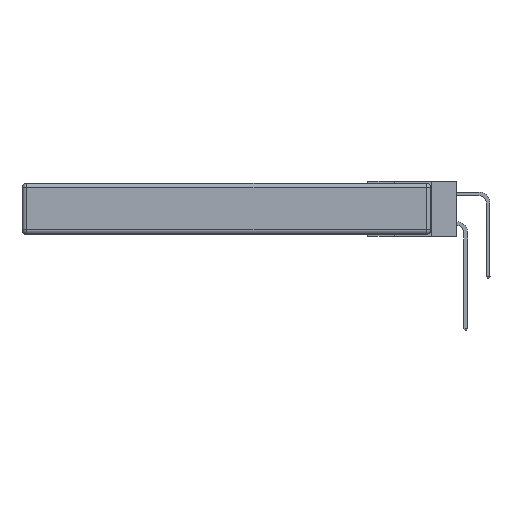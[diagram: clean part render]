
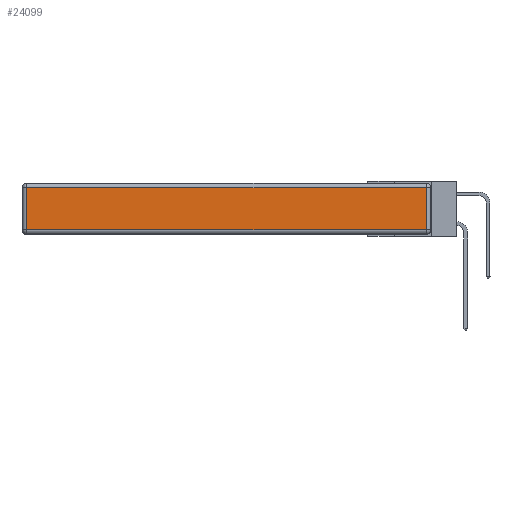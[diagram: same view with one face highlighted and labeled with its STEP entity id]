
A CAD part, left-side view. The second image highlights one B-rep face of the part: STEP entity #24099.
In plain terms, the highlighted planar face has unit normal (-1, 0, 0).
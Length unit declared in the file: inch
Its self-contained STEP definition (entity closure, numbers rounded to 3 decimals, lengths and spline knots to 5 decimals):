
#634 = CARTESIAN_POINT ( 'NONE',  ( 0., 0.03, -0.03 ) ) ;
#1208 = ORIENTED_EDGE ( 'NONE', *, *, #25535, .T. ) ;
#3303 = CARTESIAN_POINT ( 'NONE',  ( 0., 2.72, -0.03 ) ) ;
#6724 = VERTEX_POINT ( 'NONE', #3303 ) ;
#7173 = VECTOR ( 'NONE', #17110, 39.37008 ) ;
#7239 = DIRECTION ( 'NONE',  ( -1., 0., 0. ) ) ;
#7610 = CARTESIAN_POINT ( 'NONE',  ( 0., 0., -0.313 ) ) ;
#7862 = DIRECTION ( 'NONE',  ( 0., 1., 0. ) ) ;
#8180 = VECTOR ( 'NONE', #9938, 39.37008 ) ;
#8219 = EDGE_CURVE ( 'NONE', #18158, #6724, #8892, .T. ) ;
#8586 = FACE_OUTER_BOUND ( 'NONE', #23512, .T. ) ;
#8892 = LINE ( 'NONE', #22814, #27568 ) ;
#8975 = EDGE_CURVE ( 'NONE', #23709, #10351, #18867, .T. ) ;
#9197 = CARTESIAN_POINT ( 'NONE',  ( 0., 0., -0.343 ) ) ;
#9429 = VECTOR ( 'NONE', #20917, 39.37008 ) ;
#9677 = ORIENTED_EDGE ( 'NONE', *, *, #8219, .T. ) ;
#9938 = DIRECTION ( 'NONE',  ( 0., -1., 0. ) ) ;
#10351 = VERTEX_POINT ( 'NONE', #18060 ) ;
#13081 = LINE ( 'NONE', #23132, #9429 ) ;
#13481 = DIRECTION ( 'NONE',  ( 0., 0., 1. ) ) ;
#14667 = CARTESIAN_POINT ( 'NONE',  ( 0., 2.72, -0.343 ) ) ;
#15618 = PLANE ( 'NONE',  #19607 ) ;
#15674 = ORIENTED_EDGE ( 'NONE', *, *, #21912, .T. ) ;
#17110 = DIRECTION ( 'NONE',  ( 0., 0., -1. ) ) ;
#17525 = ORIENTED_EDGE ( 'NONE', *, *, #8975, .T. ) ;
#18060 = CARTESIAN_POINT ( 'NONE',  ( 0., 0.03, -0.313 ) ) ;
#18158 = VERTEX_POINT ( 'NONE', #634 ) ;
#18867 = LINE ( 'NONE', #7610, #8180 ) ;
#19607 = AXIS2_PLACEMENT_3D ( 'NONE', #9197, #7239, #13481 ) ;
#20917 = DIRECTION ( 'NONE',  ( 0., 0., 1. ) ) ;
#21912 = EDGE_CURVE ( 'NONE', #10351, #18158, #13081, .T. ) ;
#22469 = CARTESIAN_POINT ( 'NONE',  ( 0., 2.72, -0.313 ) ) ;
#22814 = CARTESIAN_POINT ( 'NONE',  ( 0., 2.75, -0.03 ) ) ;
#23132 = CARTESIAN_POINT ( 'NONE',  ( 0., 0.03, -0.343 ) ) ;
#23196 = LINE ( 'NONE', #14667, #7173 ) ;
#23512 = EDGE_LOOP ( 'NONE', ( #17525, #15674, #9677, #1208 ) ) ;
#23709 = VERTEX_POINT ( 'NONE', #22469 ) ;
#24099 = ADVANCED_FACE ( 'NONE', ( #8586 ), #15618, .T. ) ;
#25535 = EDGE_CURVE ( 'NONE', #6724, #23709, #23196, .T. ) ;
#27568 = VECTOR ( 'NONE', #7862, 39.37008 ) ;
